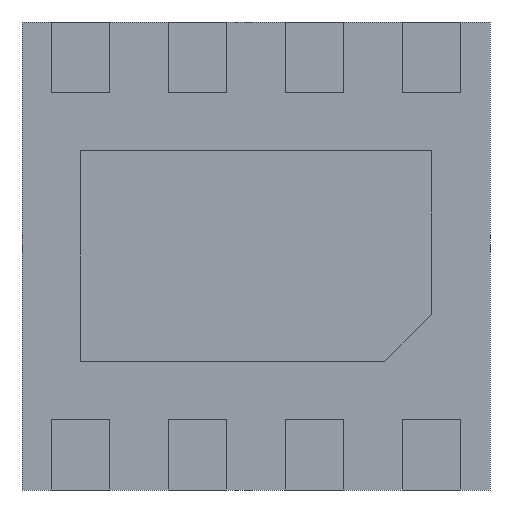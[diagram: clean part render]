
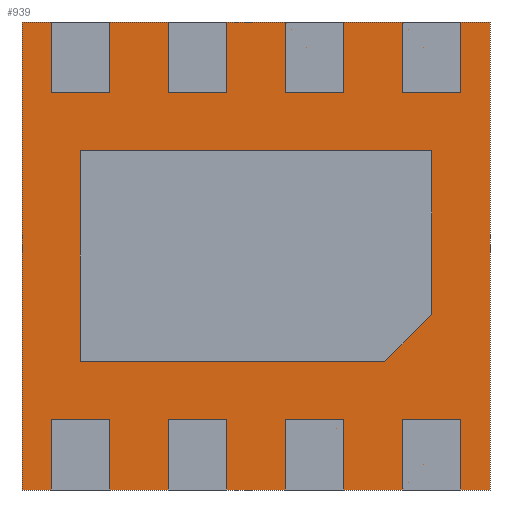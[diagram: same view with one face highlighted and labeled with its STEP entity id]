
A CAD part, front view. The second image highlights one B-rep face of the part: STEP entity #939.
In plain terms, the highlighted planar face has unit normal (0, -1, 0).
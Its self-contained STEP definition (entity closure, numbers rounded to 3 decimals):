
#191 = VERTEX_POINT ( 'NONE', #702 ) ;
#202 = ORIENTED_EDGE ( 'NONE', *, *, #580, .F. ) ;
#215 = CARTESIAN_POINT ( 'NONE',  ( 0., 0., -1. ) ) ;
#345 = VECTOR ( 'NONE', #1025, 1000. ) ;
#378 = ORIENTED_EDGE ( 'NONE', *, *, #614, .F. ) ;
#426 = EDGE_CURVE ( 'NONE', #1823, #794, #1407, .T. ) ;
#524 = DIRECTION ( 'NONE',  ( 0., 1., 0. ) ) ;
#551 = CARTESIAN_POINT ( 'NONE',  ( -1., 0., 0. ) ) ;
#580 = EDGE_CURVE ( 'NONE', #794, #1080, #1561, .T. ) ;
#614 = EDGE_CURVE ( 'NONE', #1080, #191, #1156, .T. ) ;
#666 = DIRECTION ( 'NONE',  ( -1., 0., 0. ) ) ;
#702 = CARTESIAN_POINT ( 'NONE',  ( 1., 0., -1. ) ) ;
#713 = CARTESIAN_POINT ( 'NONE',  ( 1., 0., 0. ) ) ;
#778 = PLANE ( 'NONE',  #1842 ) ;
#794 = VERTEX_POINT ( 'NONE', #871 ) ;
#830 = CARTESIAN_POINT ( 'NONE',  ( 1., 0., 1. ) ) ;
#870 = VECTOR ( 'NONE', #666, 1000. ) ;
#871 = CARTESIAN_POINT ( 'NONE',  ( -1., 0., 1. ) ) ;
#890 = VECTOR ( 'NONE', #1016, 1000. ) ;
#939 = ADVANCED_FACE ( 'NONE', ( #1610 ), #778, .F. ) ;
#1016 = DIRECTION ( 'NONE',  ( 0., 0., -1. ) ) ;
#1025 = DIRECTION ( 'NONE',  ( 1., 0., 0. ) ) ;
#1080 = VERTEX_POINT ( 'NONE', #830 ) ;
#1085 = CARTESIAN_POINT ( 'NONE',  ( 0., 0., 0. ) ) ;
#1156 = LINE ( 'NONE', #713, #890 ) ;
#1185 = CARTESIAN_POINT ( 'NONE',  ( -1., 0., -1. ) ) ;
#1269 = DIRECTION ( 'NONE',  ( 0., 0., 1. ) ) ;
#1291 = CARTESIAN_POINT ( 'NONE',  ( 0., 0., 1. ) ) ;
#1361 = VECTOR ( 'NONE', #1269, 1000. ) ;
#1368 = EDGE_LOOP ( 'NONE', ( #1495, #378, #202, #1761 ) ) ;
#1407 = LINE ( 'NONE', #551, #1361 ) ;
#1488 = LINE ( 'NONE', #215, #870 ) ;
#1495 = ORIENTED_EDGE ( 'NONE', *, *, #1546, .F. ) ;
#1546 = EDGE_CURVE ( 'NONE', #191, #1823, #1488, .T. ) ;
#1561 = LINE ( 'NONE', #1291, #345 ) ;
#1610 = FACE_OUTER_BOUND ( 'NONE', #1368, .T. ) ;
#1642 = DIRECTION ( 'NONE',  ( 0., 0., 1. ) ) ;
#1761 = ORIENTED_EDGE ( 'NONE', *, *, #426, .F. ) ;
#1823 = VERTEX_POINT ( 'NONE', #1185 ) ;
#1842 = AXIS2_PLACEMENT_3D ( 'NONE', #1085, #524, #1642 ) ;
